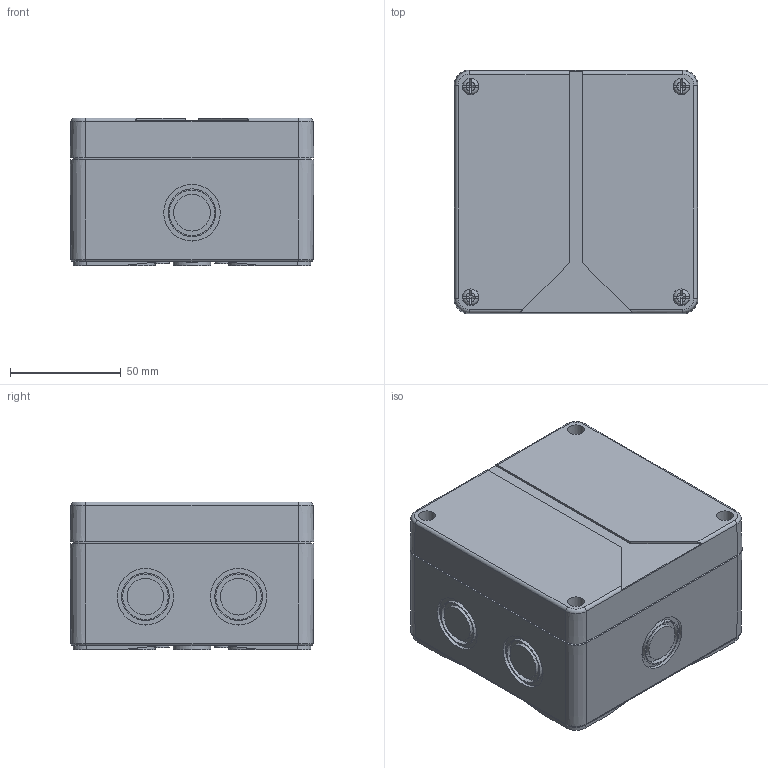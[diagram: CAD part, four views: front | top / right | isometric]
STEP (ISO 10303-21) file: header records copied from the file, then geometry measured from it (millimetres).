
FILE_DESCRIPTION( ( 'STEP AP214' ), ' ' );
FILE_NAME( '80690701.stp', '2016-04-11T15:03:34', ( '' ), ( '' ), ' ', 'PARTsolutions', ' ' );
FILE_SCHEMA( ( 'AUTOMOTIVE_DESIGN { 1 0 10303 214 1 1 1 1 }' ) );
Length unit declared in the file: millimetre
Products named in the file (4): 80690701; _Kasten-abox-060; _Deckel-abox-060; _Schraube_TK55-20mm
Assembly tree (6 placements, depth 2):
  80690701
    _Kasten-abox-060
    _Deckel-abox-060
    _Schraube_TK55-20mm  x4
Bounding box: 110 x 110 x 66.7 mm (x, y, z)
Volume: 200867.7 mm3; surface area: 132697.2 mm2
Topology: 6 solids, 10 shells, 808 faces, 2015 edges, 1329 vertices
Faces by surface type: plane 540, cylinder 183, cone 70, torus 14, bspline 1
Full cylindrical faces by diameter (mm): 2.5 x8, 3.1 x4, 3.3 x4, 3.4 x8, 3.9 x4, 4.03 x4, 5 x4, 6 x4, 7.2 x4, 7.5 x4, 15.5 x2, 16.5 x7, 17 x2, 20.5 x7, 21.5 x7, 25.5 x7
Entity records: 26413 total; most frequent: CARTESIAN_POINT 3896, DIRECTION 3560, ORIENTED_EDGE 3288, EDGE_CURVE 1644, AXIS2_PLACEMENT_3D 1266, VERTEX_POINT 1138, LINE 1028, VECTOR 1028
